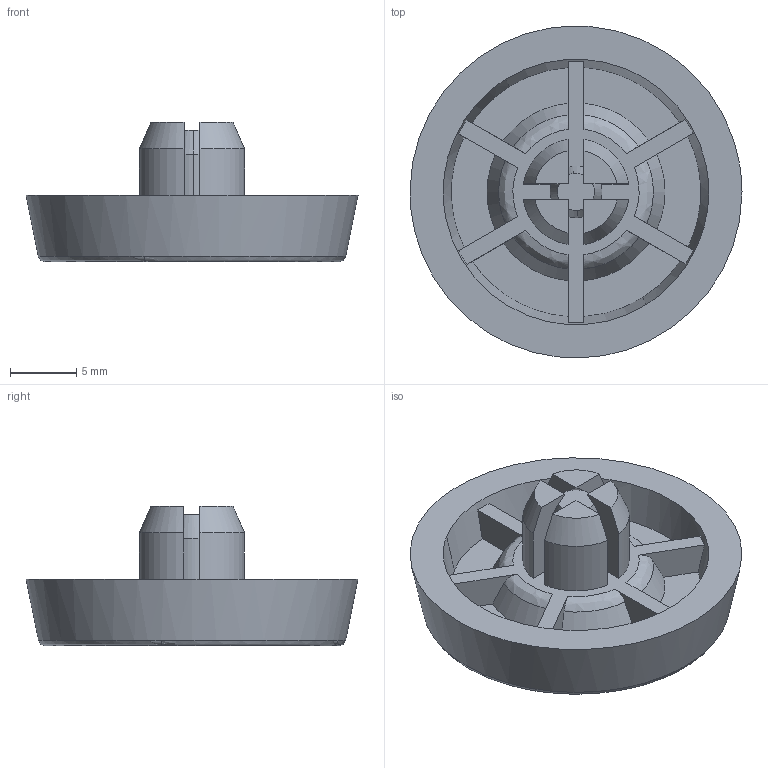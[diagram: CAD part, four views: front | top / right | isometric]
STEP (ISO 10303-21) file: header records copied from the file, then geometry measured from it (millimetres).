
FILE_DESCRIPTION((''),'2;1');
FILE_NAME('','2005-12-14T14:52:39',(''),(''),'','CADfix','');
FILE_SCHEMA(('AUTOMOTIVE_DESIGN'));
Length unit declared in the file: millimetre
Products named in the file (3): pin; foot; TM_127_11_14888_36
Assembly tree (2 placements, depth 2):
  TM_127_11_14888_36
    pin
    foot
Bounding box: 25 x 24.99 x 10.5 mm (x, y, z)
Volume: 1867.8 mm3; surface area: 2074.4 mm2
Topology: 2 solids, 2 shells, 91 faces, 281 edges, 199 vertices
Faces by surface type: bspline 91
Entity records: 3553 total; most frequent: CARTESIAN_POINT 1977, ORIENTED_EDGE 562, EDGE_CURVE 281, VERTEX_POINT 199, QUASI_UNIFORM_CURVE 98, EDGE_LOOP 98, FACE_OUTER_BOUND 91, ADVANCED_FACE 91
